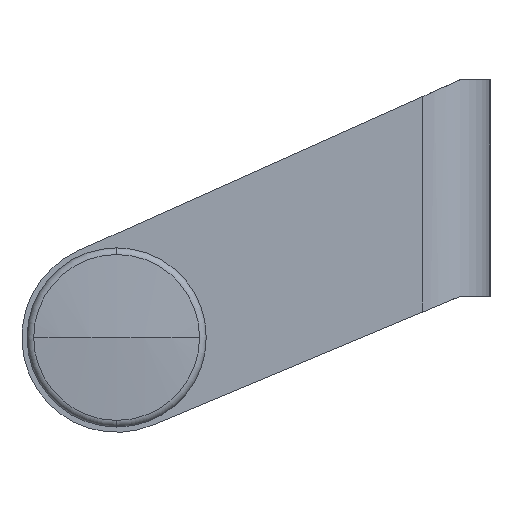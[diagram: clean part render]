
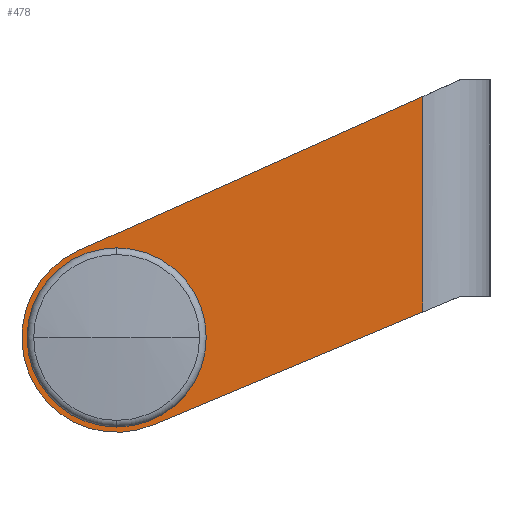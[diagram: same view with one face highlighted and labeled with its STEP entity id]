
A CAD part, left-side view. The second image highlights one B-rep face of the part: STEP entity #478.
In plain terms, the highlighted planar face has unit normal (-1, 0, 0).
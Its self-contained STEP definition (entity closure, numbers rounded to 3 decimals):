
#94 = DIRECTION ( 'NONE',  ( -1., 0., 0. ) ) ;
#106 = DIRECTION ( 'NONE',  ( 1., 0., 0. ) ) ;
#146 = DIRECTION ( 'NONE',  ( -1., 0., 0. ) ) ;
#353 = VECTOR ( 'NONE', #5633, 1000. ) ;
#393 = ORIENTED_EDGE ( 'NONE', *, *, #3654, .F. ) ;
#400 = CARTESIAN_POINT ( 'NONE',  ( 0., -6.833, -1.806 ) ) ;
#405 = EDGE_CURVE ( 'NONE', #4068, #2729, #3533, .T. ) ;
#478 = ADVANCED_FACE ( 'NONE', ( #2464, #4730, #2942, #4611, #1969 ), #1489, .T. ) ;
#507 = CARTESIAN_POINT ( 'NONE',  ( 0., -41., 3.406 ) ) ;
#572 = DIRECTION ( 'NONE',  ( 0., 0., 1. ) ) ;
#628 = CARTESIAN_POINT ( 'NONE',  ( 0., 7.795, -3.389 ) ) ;
#656 = DIRECTION ( 'NONE',  ( -1., 0., 0. ) ) ;
#722 = EDGE_LOOP ( 'NONE', ( #4859, #3267 ) ) ;
#747 = DIRECTION ( 'NONE',  ( 0., 0., -1. ) ) ;
#945 = ORIENTED_EDGE ( 'NONE', *, *, #4559, .F. ) ;
#1037 = VERTEX_POINT ( 'NONE', #3887 ) ;
#1145 = CIRCLE ( 'NONE', #3400, 4.025 ) ;
#1158 = CIRCLE ( 'NONE', #5109, 3.25 ) ;
#1284 = CIRCLE ( 'NONE', #2804, 3.25 ) ;
#1286 = DIRECTION ( 'NONE',  ( -1., 0., 0. ) ) ;
#1409 = AXIS2_PLACEMENT_3D ( 'NONE', #3226, #1812, #5018 ) ;
#1489 = PLANE ( 'NONE',  #4949 ) ;
#1604 = EDGE_CURVE ( 'NONE', #3524, #1851, #4490, .T. ) ;
#1812 = DIRECTION ( 'NONE',  ( -1., 0., 0. ) ) ;
#1829 = EDGE_LOOP ( 'NONE', ( #945, #3046 ) ) ;
#1851 = VERTEX_POINT ( 'NONE', #5198 ) ;
#1865 = AXIS2_PLACEMENT_3D ( 'NONE', #2004, #5217, #5274 ) ;
#1885 = DIRECTION ( 'NONE',  ( 0., 0., 1. ) ) ;
#1948 = AXIS2_PLACEMENT_3D ( 'NONE', #3967, #2689, #2240 ) ;
#1958 = AXIS2_PLACEMENT_3D ( 'NONE', #2685, #1286, #5388 ) ;
#1963 = AXIS2_PLACEMENT_3D ( 'NONE', #3897, #106, #2763 ) ;
#1969 = FACE_BOUND ( 'NONE', #722, .T. ) ;
#2004 = CARTESIAN_POINT ( 'NONE',  ( 0., -6.833, -5.056 ) ) ;
#2021 = CARTESIAN_POINT ( 'NONE',  ( 0., -41., 34.5 ) ) ;
#2057 = DIRECTION ( 'NONE',  ( 0., 0., -1. ) ) ;
#2118 = VERTEX_POINT ( 'NONE', #5531 ) ;
#2143 = VECTOR ( 'NONE', #4339, 1000. ) ;
#2147 = DIRECTION ( 'NONE',  ( 0., -0.913, 0.408 ) ) ;
#2188 = EDGE_CURVE ( 'NONE', #4263, #3120, #1284, .T. ) ;
#2212 = ORIENTED_EDGE ( 'NONE', *, *, #2259, .T. ) ;
#2240 = DIRECTION ( 'NONE',  ( 0., 0., 1. ) ) ;
#2259 = EDGE_CURVE ( 'NONE', #5809, #5177, #4787, .T. ) ;
#2453 = CARTESIAN_POINT ( 'NONE',  ( 0., 0., 4.025 ) ) ;
#2464 = FACE_BOUND ( 'NONE', #1829, .T. ) ;
#2465 = CARTESIAN_POINT ( 'NONE',  ( 0., 0., 0. ) ) ;
#2584 = EDGE_CURVE ( 'NONE', #2729, #4068, #3359, .T. ) ;
#2591 = CARTESIAN_POINT ( 'NONE',  ( 0., 0., 0. ) ) ;
#2595 = AXIS2_PLACEMENT_3D ( 'NONE', #2465, #4222, #747 ) ;
#2685 = CARTESIAN_POINT ( 'NONE',  ( 0., -0.962, 8.445 ) ) ;
#2689 = DIRECTION ( 'NONE',  ( -1., 0., 0. ) ) ;
#2729 = VERTEX_POINT ( 'NONE', #5522 ) ;
#2763 = DIRECTION ( 'NONE',  ( 0., 0., 1. ) ) ;
#2804 = AXIS2_PLACEMENT_3D ( 'NONE', #628, #656, #5590 ) ;
#2942 = FACE_BOUND ( 'NONE', #5429, .T. ) ;
#2956 = LINE ( 'NONE', #3821, #353 ) ;
#2983 = EDGE_CURVE ( 'NONE', #2118, #3469, #4391, .T. ) ;
#3020 = EDGE_CURVE ( 'NONE', #5809, #3524, #2956, .T. ) ;
#3046 = ORIENTED_EDGE ( 'NONE', *, *, #2983, .F. ) ;
#3120 = VERTEX_POINT ( 'NONE', #4522 ) ;
#3176 = EDGE_LOOP ( 'NONE', ( #5086, #3211 ) ) ;
#3211 = ORIENTED_EDGE ( 'NONE', *, *, #2584, .F. ) ;
#3226 = CARTESIAN_POINT ( 'NONE',  ( 0., -6.833, -5.056 ) ) ;
#3267 = ORIENTED_EDGE ( 'NONE', *, *, #5569, .T. ) ;
#3288 = CARTESIAN_POINT ( 'NONE',  ( 0., 0., 0. ) ) ;
#3303 = ORIENTED_EDGE ( 'NONE', *, *, #2188, .F. ) ;
#3359 = CIRCLE ( 'NONE', #1958, 3.25 ) ;
#3400 = AXIS2_PLACEMENT_3D ( 'NONE', #2591, #5594, #2057 ) ;
#3469 = VERTEX_POINT ( 'NONE', #400 ) ;
#3524 = VERTEX_POINT ( 'NONE', #4951 ) ;
#3533 = CIRCLE ( 'NONE', #1948, 3.25 ) ;
#3654 = EDGE_CURVE ( 'NONE', #3120, #4263, #1158, .T. ) ;
#3684 = VECTOR ( 'NONE', #2147, 1000. ) ;
#3696 = VERTEX_POINT ( 'NONE', #2453 ) ;
#3705 = ORIENTED_EDGE ( 'NONE', *, *, #3020, .F. ) ;
#3710 = ORIENTED_EDGE ( 'NONE', *, *, #1604, .F. ) ;
#3754 = CARTESIAN_POINT ( 'NONE',  ( 0., -0.962, 11.695 ) ) ;
#3821 = CARTESIAN_POINT ( 'NONE',  ( 0., -4.907, -11.714 ) ) ;
#3849 = EDGE_LOOP ( 'NONE', ( #3705, #2212, #5558, #3710 ) ) ;
#3887 = CARTESIAN_POINT ( 'NONE',  ( 0., 0., -4.025 ) ) ;
#3893 = CIRCLE ( 'NONE', #2595, 4.025 ) ;
#3897 = CARTESIAN_POINT ( 'NONE',  ( 0., 0., 0. ) ) ;
#3950 = CIRCLE ( 'NONE', #1409, 3.25 ) ;
#3967 = CARTESIAN_POINT ( 'NONE',  ( 0., -0.962, 8.445 ) ) ;
#4068 = VERTEX_POINT ( 'NONE', #3754 ) ;
#4117 = CARTESIAN_POINT ( 'NONE',  ( 0., 7.795, -3.389 ) ) ;
#4222 = DIRECTION ( 'NONE',  ( 1., 0., 0. ) ) ;
#4240 = EDGE_CURVE ( 'NONE', #3696, #1037, #3893, .T. ) ;
#4263 = VERTEX_POINT ( 'NONE', #5593 ) ;
#4339 = DIRECTION ( 'NONE',  ( 0., 0., 1. ) ) ;
#4391 = CIRCLE ( 'NONE', #1865, 3.25 ) ;
#4428 = CARTESIAN_POINT ( 'NONE',  ( 0., -46., 34.5 ) ) ;
#4490 = CIRCLE ( 'NONE', #1963, 12.7 ) ;
#4522 = CARTESIAN_POINT ( 'NONE',  ( 0., 7.795, -6.639 ) ) ;
#4559 = EDGE_CURVE ( 'NONE', #3469, #2118, #3950, .T. ) ;
#4611 = FACE_OUTER_BOUND ( 'NONE', #3849, .T. ) ;
#4730 = FACE_BOUND ( 'NONE', #3176, .T. ) ;
#4787 = LINE ( 'NONE', #2021, #2143 ) ;
#4859 = ORIENTED_EDGE ( 'NONE', *, *, #4240, .T. ) ;
#4878 = LINE ( 'NONE', #4428, #3684 ) ;
#4949 = AXIS2_PLACEMENT_3D ( 'NONE', #3288, #146, #572 ) ;
#4951 = CARTESIAN_POINT ( 'NONE',  ( 0., -4.907, -11.714 ) ) ;
#5018 = DIRECTION ( 'NONE',  ( 0., 0., 1. ) ) ;
#5086 = ORIENTED_EDGE ( 'NONE', *, *, #405, .F. ) ;
#5109 = AXIS2_PLACEMENT_3D ( 'NONE', #4117, #94, #1885 ) ;
#5160 = CARTESIAN_POINT ( 'NONE',  ( 0., -41., 32.262 ) ) ;
#5177 = VERTEX_POINT ( 'NONE', #5160 ) ;
#5198 = CARTESIAN_POINT ( 'NONE',  ( 0., 5.188, 11.592 ) ) ;
#5217 = DIRECTION ( 'NONE',  ( -1., 0., 0. ) ) ;
#5274 = DIRECTION ( 'NONE',  ( 0., 0., 1. ) ) ;
#5388 = DIRECTION ( 'NONE',  ( 0., 0., 1. ) ) ;
#5429 = EDGE_LOOP ( 'NONE', ( #3303, #393 ) ) ;
#5522 = CARTESIAN_POINT ( 'NONE',  ( 0., -0.962, 5.195 ) ) ;
#5531 = CARTESIAN_POINT ( 'NONE',  ( 0., -6.833, -8.306 ) ) ;
#5558 = ORIENTED_EDGE ( 'NONE', *, *, #5790, .F. ) ;
#5569 = EDGE_CURVE ( 'NONE', #1037, #3696, #1145, .T. ) ;
#5590 = DIRECTION ( 'NONE',  ( 0., 0., 1. ) ) ;
#5593 = CARTESIAN_POINT ( 'NONE',  ( 0., 7.795, -0.139 ) ) ;
#5594 = DIRECTION ( 'NONE',  ( 1., 0., 0. ) ) ;
#5633 = DIRECTION ( 'NONE',  ( 0., 0.922, -0.386 ) ) ;
#5790 = EDGE_CURVE ( 'NONE', #1851, #5177, #4878, .T. ) ;
#5809 = VERTEX_POINT ( 'NONE', #507 ) ;
